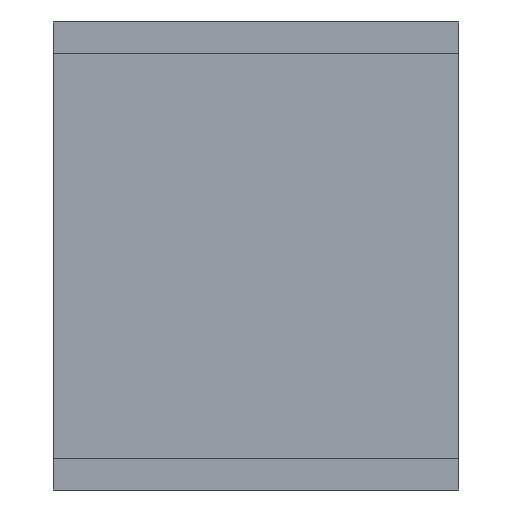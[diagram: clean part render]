
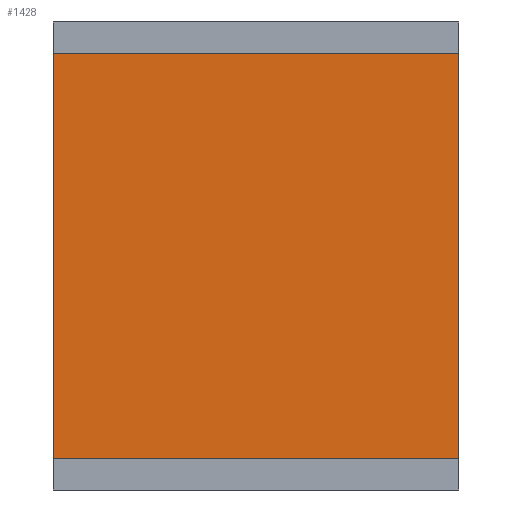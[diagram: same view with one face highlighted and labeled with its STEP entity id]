
A CAD part, front view. The second image highlights one B-rep face of the part: STEP entity #1428.
In plain terms, the highlighted planar face has unit normal (0, -1, 0).
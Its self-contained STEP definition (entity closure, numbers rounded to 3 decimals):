
#130=PLANE('',#1642);
#202=FACE_OUTER_BOUND('',#285,.T.);
#285=EDGE_LOOP('',(#1176,#1177,#1178,#1179));
#455=LINE('',#2395,#594);
#456=LINE('',#2397,#595);
#457=LINE('',#2399,#596);
#458=LINE('',#2400,#597);
#594=VECTOR('',#1946,10.);
#595=VECTOR('',#1947,10.);
#596=VECTOR('',#1948,10.);
#597=VECTOR('',#1949,10.);
#729=VERTEX_POINT('',#2393);
#730=VERTEX_POINT('',#2394);
#731=VERTEX_POINT('',#2396);
#732=VERTEX_POINT('',#2398);
#889=EDGE_CURVE('',#729,#730,#455,.T.);
#890=EDGE_CURVE('',#730,#731,#456,.T.);
#891=EDGE_CURVE('',#731,#732,#457,.T.);
#892=EDGE_CURVE('',#732,#729,#458,.T.);
#1176=ORIENTED_EDGE('',*,*,#889,.T.);
#1177=ORIENTED_EDGE('',*,*,#890,.T.);
#1178=ORIENTED_EDGE('',*,*,#891,.T.);
#1179=ORIENTED_EDGE('',*,*,#892,.T.);
#1428=ADVANCED_FACE('',(#202),#130,.F.);
#1642=AXIS2_PLACEMENT_3D('',#2392,#1944,#1945);
#1944=DIRECTION('center_axis',(0.,1.,0.));
#1945=DIRECTION('ref_axis',(0.,0.,1.));
#1946=DIRECTION('',(-1.,0.,0.));
#1947=DIRECTION('',(0.,0.,-1.));
#1948=DIRECTION('',(1.,0.,0.));
#1949=DIRECTION('',(0.,0.,1.));
#2392=CARTESIAN_POINT('Origin',(120.,0.,120.));
#2393=CARTESIAN_POINT('',(240.,0.,240.));
#2394=CARTESIAN_POINT('',(0.,0.,240.));
#2395=CARTESIAN_POINT('',(120.,0.,240.));
#2396=CARTESIAN_POINT('',(0.,0.,0.));
#2397=CARTESIAN_POINT('',(0.,0.,120.));
#2398=CARTESIAN_POINT('',(240.,0.,0.));
#2399=CARTESIAN_POINT('',(120.,0.,0.));
#2400=CARTESIAN_POINT('',(240.,0.,120.));
